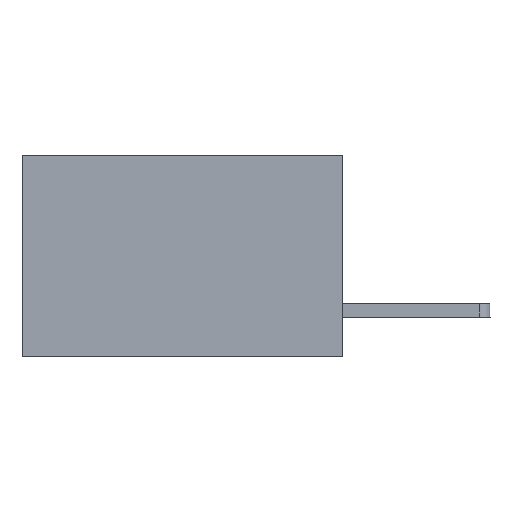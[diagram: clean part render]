
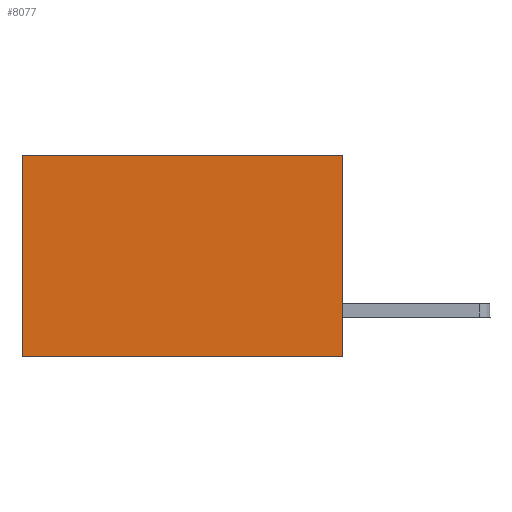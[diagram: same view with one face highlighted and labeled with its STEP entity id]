
A CAD part, left-side view. The second image highlights one B-rep face of the part: STEP entity #8077.
In plain terms, the highlighted planar face has unit normal (-1, 0, 0).
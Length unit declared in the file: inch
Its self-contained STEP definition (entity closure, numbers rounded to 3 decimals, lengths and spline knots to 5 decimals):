
#80 = DIRECTION ( 'NONE',  ( 0., 0., -1. ) ) ;
#135 = EDGE_CURVE ( 'NONE', #2465, #6285, #4476, .T. ) ;
#590 = CARTESIAN_POINT ( 'NONE',  ( 0.277, 0., 0. ) ) ;
#943 = ORIENTED_EDGE ( 'NONE', *, *, #5164, .T. ) ;
#954 = CARTESIAN_POINT ( 'NONE',  ( 0.277, 0.59, 0. ) ) ;
#1469 = PLANE ( 'NONE',  #3672 ) ;
#1567 = CARTESIAN_POINT ( 'NONE',  ( 0.277, 0., -0.37 ) ) ;
#1617 = CARTESIAN_POINT ( 'NONE',  ( 0.277, 0.59, -0.37 ) ) ;
#1731 = DIRECTION ( 'NONE',  ( 0., 0., -1. ) ) ;
#1858 = CARTESIAN_POINT ( 'NONE',  ( 0.277, 0., -0.37 ) ) ;
#1972 = VECTOR ( 'NONE', #2963, 39.37008 ) ;
#2157 = ORIENTED_EDGE ( 'NONE', *, *, #4751, .F. ) ;
#2465 = VERTEX_POINT ( 'NONE', #590 ) ;
#2963 = DIRECTION ( 'NONE',  ( 0., 1., 0. ) ) ;
#2990 = FACE_OUTER_BOUND ( 'NONE', #5195, .T. ) ;
#3022 = CARTESIAN_POINT ( 'NONE',  ( 0.277, 0., -0.37 ) ) ;
#3227 = VECTOR ( 'NONE', #7627, 39.37008 ) ;
#3672 = AXIS2_PLACEMENT_3D ( 'NONE', #3831, #6753, #80 ) ;
#3766 = LINE ( 'NONE', #3022, #3227 ) ;
#3831 = CARTESIAN_POINT ( 'NONE',  ( 0.277, 0., -0.37 ) ) ;
#4476 = LINE ( 'NONE', #1567, #8536 ) ;
#4513 = VERTEX_POINT ( 'NONE', #1617 ) ;
#4751 = EDGE_CURVE ( 'NONE', #6285, #4513, #3766, .T. ) ;
#5164 = EDGE_CURVE ( 'NONE', #2465, #9258, #9010, .T. ) ;
#5195 = EDGE_LOOP ( 'NONE', ( #7420, #2157, #7785, #943 ) ) ;
#5395 = CARTESIAN_POINT ( 'NONE',  ( 0.277, 0.59, -0.37 ) ) ;
#5964 = DIRECTION ( 'NONE',  ( 0., 0., -1. ) ) ;
#6285 = VERTEX_POINT ( 'NONE', #1858 ) ;
#6713 = VECTOR ( 'NONE', #1731, 39.37008 ) ;
#6753 = DIRECTION ( 'NONE',  ( 1., 0., 0. ) ) ;
#6773 = CARTESIAN_POINT ( 'NONE',  ( 0.277, 0., 0. ) ) ;
#7420 = ORIENTED_EDGE ( 'NONE', *, *, #9287, .T. ) ;
#7627 = DIRECTION ( 'NONE',  ( 0., 1., 0. ) ) ;
#7675 = LINE ( 'NONE', #5395, #6713 ) ;
#7785 = ORIENTED_EDGE ( 'NONE', *, *, #135, .F. ) ;
#8077 = ADVANCED_FACE ( 'NONE', ( #2990 ), #1469, .F. ) ;
#8536 = VECTOR ( 'NONE', #5964, 39.37008 ) ;
#9010 = LINE ( 'NONE', #6773, #1972 ) ;
#9258 = VERTEX_POINT ( 'NONE', #954 ) ;
#9287 = EDGE_CURVE ( 'NONE', #9258, #4513, #7675, .T. ) ;
